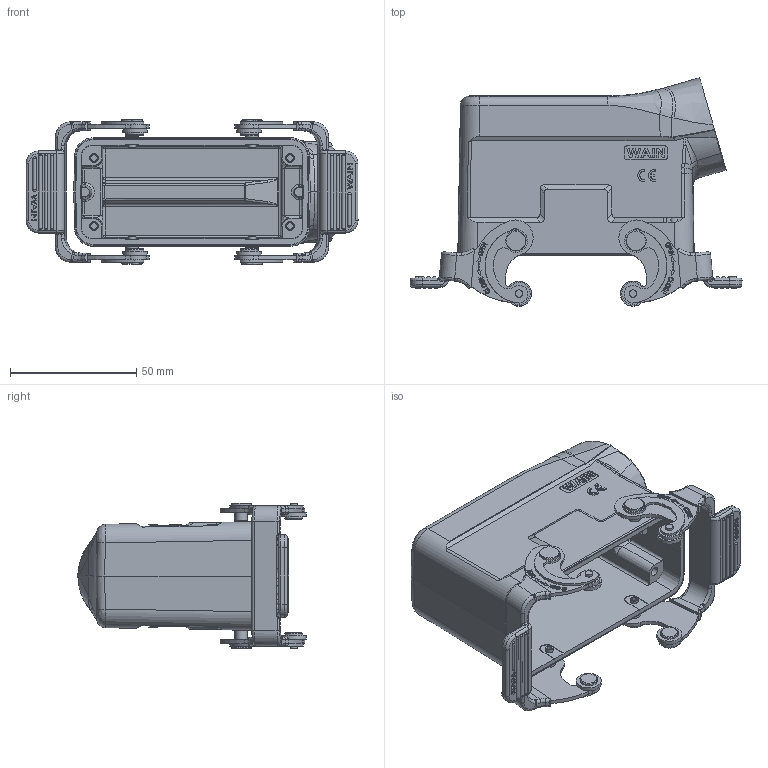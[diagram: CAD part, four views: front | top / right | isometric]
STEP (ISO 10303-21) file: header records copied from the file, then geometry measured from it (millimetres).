
FILE_DESCRIPTION(/* description */ (''),/* implementation_level */ '2;1');
FILE_NAME(/* name */ '3D_1241165411001_WV16B-SE-2L_SC-M25_V1.0_stp.stp',/* time_stamp */ '2023-12-07T10:11:08+08:00',/* author */ (''),/* organization */ (''),/* preprocessor_version */ 'ST-DEVELOPER v18.1',/* originating_system */ 'SIEMENS PLM Software NX 1980',/* authorisation */ '');
FILE_SCHEMA (('AP203_CONFIGURATION_CONTROLLED_3D_DESIGN_OF_MECHANICAL_PARTS_AND_ASSEMBLIES_MIM_LF { 1 0 10303 403 2 1 2}'));
Products named in the file (1): 3D_1241165411001_WV16B-SE-2L_SC-M25_V1.0_stp
Bounding box: 131.3 x 90.31 x 57.5 mm (x, y, z)
Volume: 82949.6 mm3; surface area: 53160.1 mm2
Topology: 1 solids, 1 shells, 1502 faces, 3778 edges, 2426 vertices
Faces by surface type: plane 779, cylinder 390, bspline 94, extrusion 78, torus 70, sphere 50, cone 37, revolution 4
Full cylindrical faces by diameter (mm): 1.9 x4, 2.95 x12, 3 x4, 3.5 x4, 4.8 x4, 4.907 x4, 5 x8, 7 x4, 8 x4, 9.8 x4, 21 x1, 23.5 x1
Entity records: 57110 total; most frequent: CARTESIAN_POINT 15190, ORIENTED_EDGE 7262, DIRECTION 6800, EDGE_CURVE 3631, VERTEX_POINT 2379, AXIS2_PLACEMENT_3D 2274, VECTOR 2248, LINE 2170
